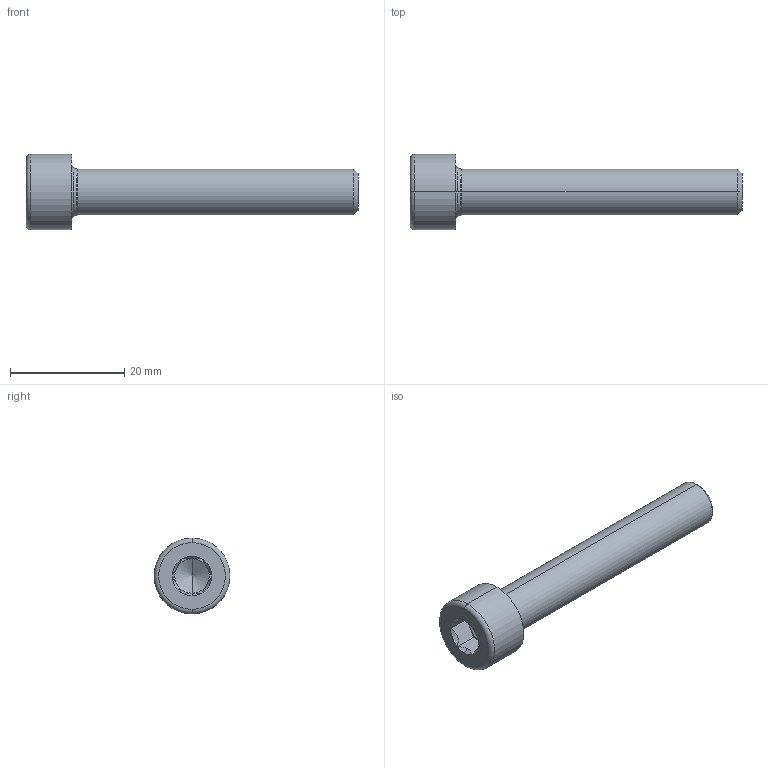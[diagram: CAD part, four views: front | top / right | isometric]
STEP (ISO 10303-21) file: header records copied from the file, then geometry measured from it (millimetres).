
FILE_DESCRIPTION( ( '' ), '1' );
FILE_NAME( 'Vis_CHC8_50.stp', '2015-05-11T14:33:21', ( '' ), ( '' ), ' ', ' ', ' ' );
FILE_SCHEMA( ( 'automotive_design' ) );
Length unit declared in the file: millimetre
Products named in the file (1): 1
Bounding box: 58 x 13.27 x 13.27 mm (x, y, z)
Volume: 3467.8 mm3; surface area: 1918.6 mm2
Topology: 1 solids, 1 shells, 71 faces, 166 edges, 101 vertices
Faces by surface type: plane 41, cone 14, cylinder 10, torus 6
Entity records: 3893 total; most frequent: CARTESIAN_POINT 361, DIRECTION 346, STYLED_ITEM 337, PRESENTATION_STYLE_ASSIGNMENT 337, COLOUR_RGB 337, ORIENTED_EDGE 328, EDGE_CURVE 164, CURVE_STYLE 164
